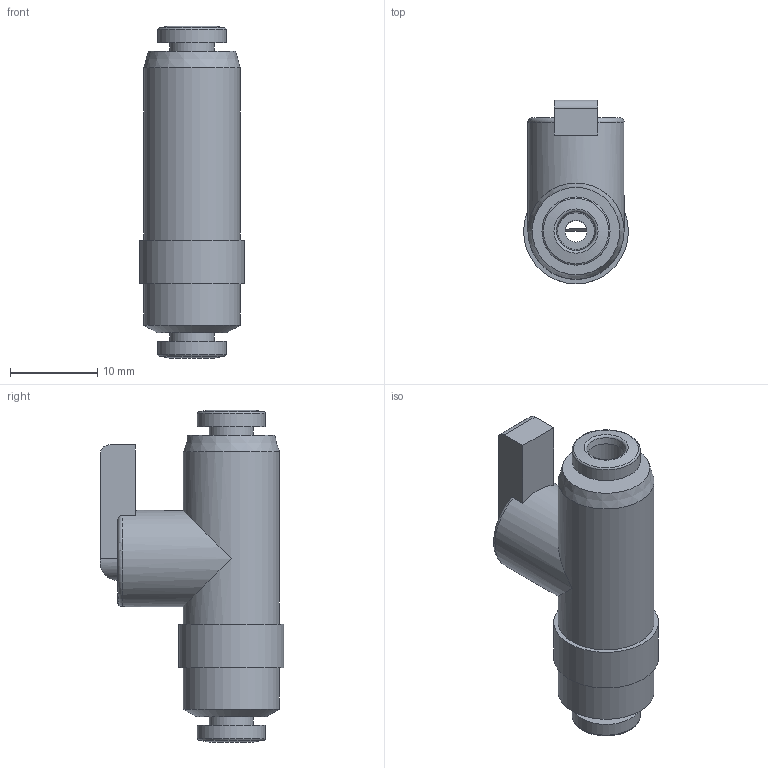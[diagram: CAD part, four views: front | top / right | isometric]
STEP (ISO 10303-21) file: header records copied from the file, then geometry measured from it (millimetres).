
FILE_DESCRIPTION(/* description */ ('STEP AP214'),/* implementation_level */ '2;1');
FILE_NAME(/* name */ '153483_QH-QS-4',/* time_stamp */ '2024-09-12T08:39:57+02:00',/* author */ ('License CC BY-ND 4.0'),/* organization */ ('CADENAS'),/* preprocessor_version */ 'ST-DEVELOPER v19.3',/* originating_system */ 'PARTsolutions',/* authorisation */ ' ');
FILE_SCHEMA (('AUTOMOTIVE_DESIGN {1 0 10303 214 3 1 1}'));
Length unit declared in the file: millimetre
Products named in the file (1): 153483 QH-QS-4
Bounding box: 12 x 21 x 38 mm (x, y, z)
Volume: 3982.7 mm3; surface area: 2398.1 mm2
Topology: 1 solids, 1 shells, 40 faces, 83 edges, 51 vertices
Faces by surface type: cylinder 15, plane 14, cone 6, torus 5
Full cylindrical faces by diameter (mm): 2.5 x1, 4.2 x2, 5.04 x2, 7.8 x2, 11 x3, 12 x1
Entity records: 1253 total; most frequent: DIRECTION 176, CARTESIAN_POINT 167, ORIENTED_EDGE 118, AXIS2_PLACEMENT_3D 80, EDGE_LOOP 70, FACE_BOUND 70, EDGE_CURVE 59, VERTEX_POINT 49
